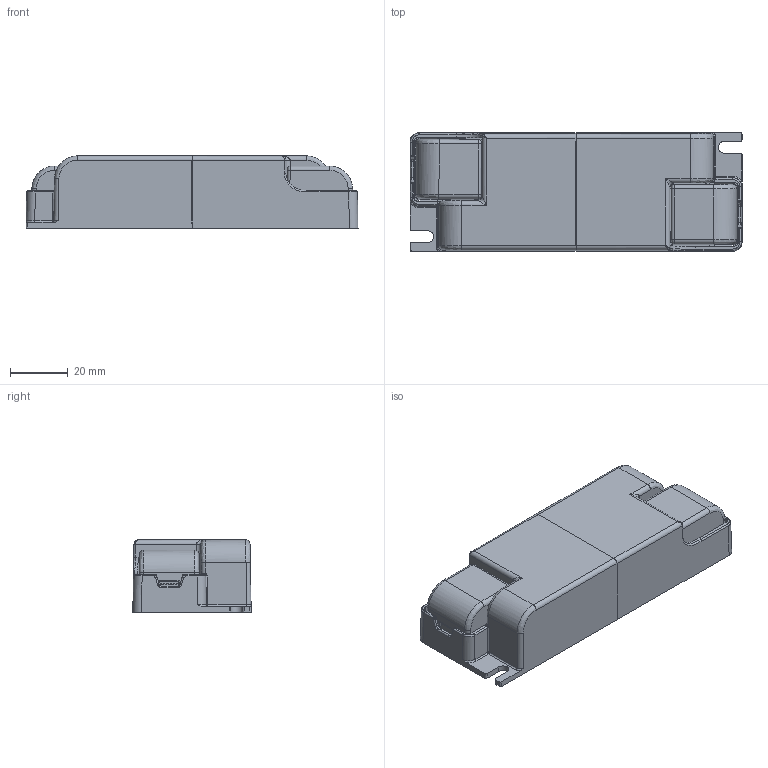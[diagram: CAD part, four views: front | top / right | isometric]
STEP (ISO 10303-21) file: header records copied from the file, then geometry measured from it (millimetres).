
FILE_DESCRIPTION((''),'2;1');
FILE_NAME('LEC20W_ASM','2019-12-12T11:48:04',('wsenga'),(''),'CREO PARAMETRIC BY PTC INC, 2019080','CREO PARAMETRIC BY PTC INC, 2019080','');
FILE_SCHEMA(('CONFIG_CONTROL_DESIGN'));
Length unit declared in the file: millimetre
Products named in the file (6): MAWLEC20W-1A; MAWLEC20W-2A; LEC20W-PCB; MAWLEC20W-3A; MAWLEC20W-1A-1; LEC20W_ASM
Assembly tree (6 placements, depth 2):
  LEC20W_ASM
    MAWLEC20W-1A
    MAWLEC20W-2A
    LEC20W-PCB
    MAWLEC20W-3A  x2
    MAWLEC20W-1A-1
Bounding box: 115 x 41 x 25 mm (x, y, z)
Surface area: 46013.1 mm2 (no closed solid volume)
Topology: 0 solids, 0 shells, 897 faces, 4700 edges, 4696 vertices
Faces by surface type: plane 655, cylinder 190, bspline 42, sphere 6, extrusion 2, torus 2
Entity records: 51328 total; most frequent: CARTESIAN_POINT 12863, DIRECTION 7023, TRIMMED_CURVE 5323, VECTOR 5095, LINE 5093, DEFINITIONAL_REPRESENTATION 3926, PCURVE 3926, COMPOSITE_CURVE_SEGMENT 3926
